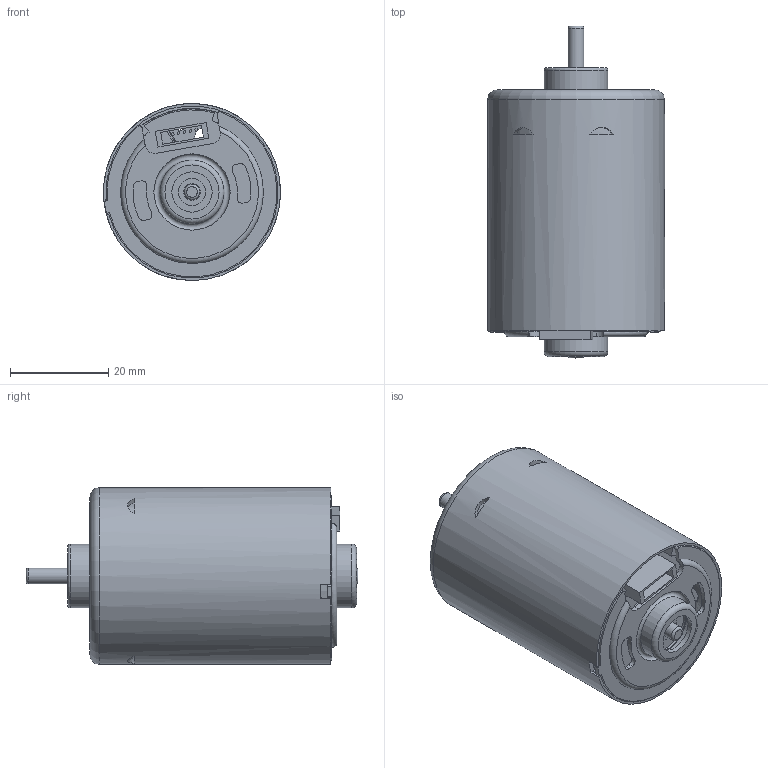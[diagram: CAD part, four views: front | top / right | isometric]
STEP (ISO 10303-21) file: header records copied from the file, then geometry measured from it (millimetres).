
FILE_DESCRIPTION(/* description */ ('Unknown'),/* implementation_level */ '2;1');
FILE_NAME(/* name */ 'BT3649-I',/* time_stamp */ '2022-09-23T17:22:08+02:00',/* author */ ('Unknown'),/* organization */ ('Unknown'),/* preprocessor_version */ 'ST-DEVELOPER v18.1',/* originating_system */ 'Solid Edge',/* authorisation */ 'Unknown');
FILE_SCHEMA (('AUTOMOTIVE_DESIGN {1 0 10303 214 3 1 1}'));
Length unit declared in the file: millimetre
Products named in the file (1): 3649 C
Bounding box: 36 x 67.5 x 36 mm (x, y, z)
Volume: 531.7 mm3; surface area: 22681.5 mm2
Topology: 1 solids, 25 shells, 232 faces, 1036 edges, 814 vertices
Faces by surface type: cylinder 95, plane 92, torus 24, bspline 17, sphere 4
Full cylindrical faces by diameter (mm): 2.5 x1, 3.17 x1, 6.051 x1, 8.2 x1, 9 x1, 10.717 x1, 11.3 x1, 11.8 x1, 13 x2, 15 x1, 29.4 x1, 31.4 x1, 34 x1, 36 x1
Entity records: 12729 total; most frequent: CARTESIAN_POINT 4365, DIRECTION 1770, ORIENTED_EDGE 1400, EDGE_CURVE 1004, VERTEX_POINT 809, AXIS2_PLACEMENT_3D 681, CIRCLE 461, LINE 408
